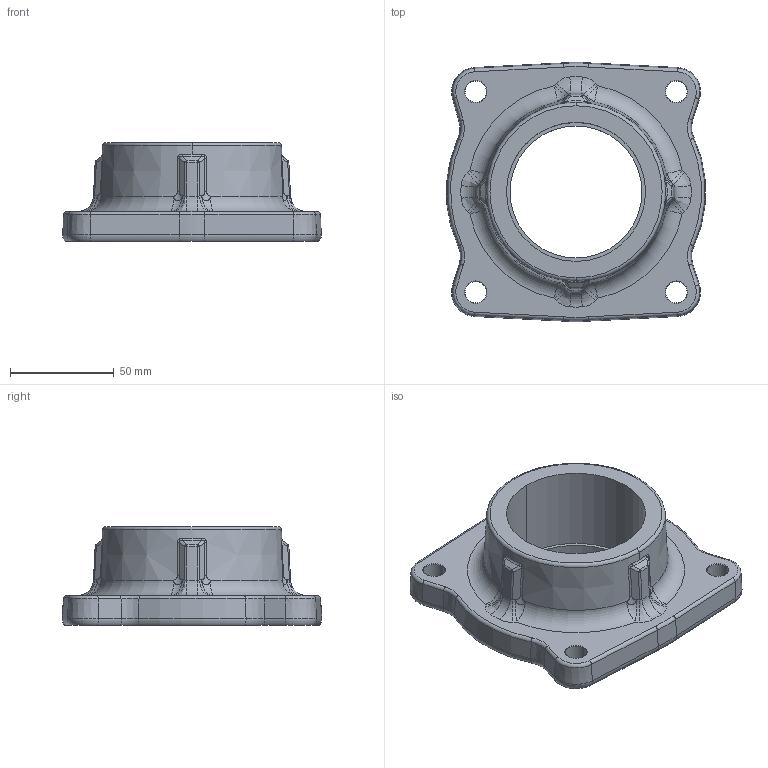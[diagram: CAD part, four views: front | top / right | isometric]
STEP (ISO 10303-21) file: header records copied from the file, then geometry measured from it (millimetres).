
FILE_DESCRIPTION((''),'2;1');
FILE_NAME('C16948_PRT','2006-12-13T',('work1'),(''),'PRO/ENGINEER BY PARAMETRIC TECHNOLOGY CORPORATION, 2005110','PRO/ENGINEER BY PARAMETRIC TECHNOLOGY CORPORATION, 2005110','');
FILE_SCHEMA(('CONFIG_CONTROL_DESIGN'));
Length unit declared in the file: inch
Products named in the file (1): C16948_PRT
Bounding box: 124.52 x 124.89 x 47.62 mm (x, y, z)
Volume: 240589.8 mm3; surface area: 47010.1 mm2
Topology: 1 solids, 1 shells, 202 faces, 454 edges, 256 vertices
Faces by surface type: bspline 64, torus 42, cone 40, cylinder 28, sphere 16, plane 12
Entity records: 7601 total; most frequent: CARTESIAN_POINT 3389, ORIENTED_EDGE 908, DIRECTION 844, EDGE_CURVE 454, AXIS2_PLACEMENT_3D 380, VERTEX_POINT 256, CIRCLE 242, EDGE_LOOP 214
